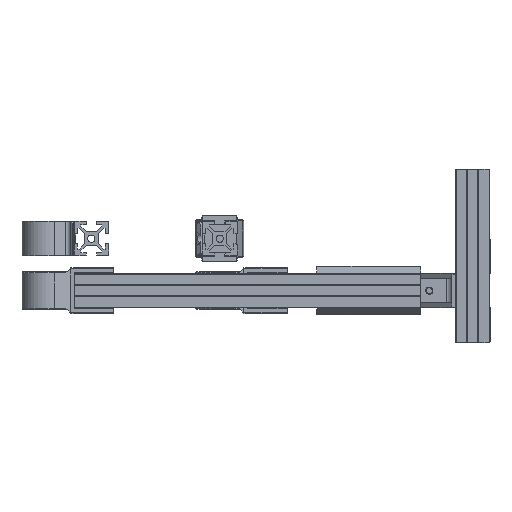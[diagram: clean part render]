
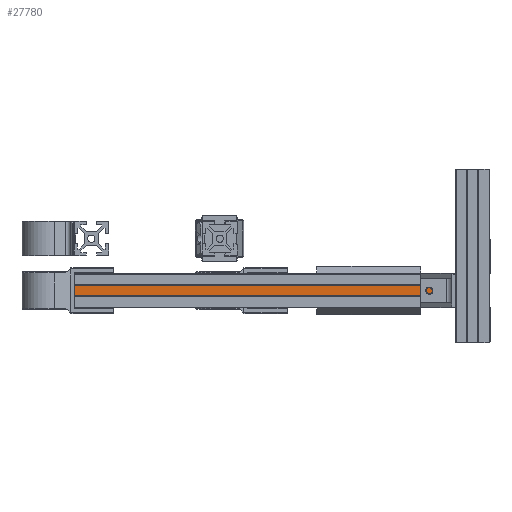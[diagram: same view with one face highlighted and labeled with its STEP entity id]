
A CAD part, left-side view. The second image highlights one B-rep face of the part: STEP entity #27780.
In plain terms, the highlighted planar face has unit normal (-1, 0, 0).
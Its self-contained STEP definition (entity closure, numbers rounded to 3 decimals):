
#1348=PLANE('',#29396);
#2250=FACE_OUTER_BOUND('',#3751,.T.);
#3751=EDGE_LOOP('',(#18852,#18853,#18854,#18855));
#5376=LINE('',#39517,#8305);
#5377=LINE('',#39520,#8306);
#5378=LINE('',#39522,#8307);
#5379=LINE('',#39523,#8308);
#8305=VECTOR('',#31808,10.);
#8306=VECTOR('',#31811,10.);
#8307=VECTOR('',#31812,10.);
#8308=VECTOR('',#31813,10.);
#11745=VERTEX_POINT('',#39513);
#11746=VERTEX_POINT('',#39515);
#11747=VERTEX_POINT('',#39519);
#11748=VERTEX_POINT('',#39521);
#14574=EDGE_CURVE('',#11745,#11746,#5376,.T.);
#14575=EDGE_CURVE('',#11747,#11745,#5377,.T.);
#14576=EDGE_CURVE('',#11748,#11746,#5378,.T.);
#14577=EDGE_CURVE('',#11747,#11748,#5379,.T.);
#18852=ORIENTED_EDGE('',*,*,#14575,.T.);
#18853=ORIENTED_EDGE('',*,*,#14574,.T.);
#18854=ORIENTED_EDGE('',*,*,#14576,.F.);
#18855=ORIENTED_EDGE('',*,*,#14577,.F.);
#27780=ADVANCED_FACE('',(#2250),#1348,.T.);
#29396=AXIS2_PLACEMENT_3D('',#39518,#31809,#31810);
#31808=DIRECTION('',(0.,1.,0.));
#31809=DIRECTION('center_axis',(-1.,0.,0.));
#31810=DIRECTION('ref_axis',(0.,0.,1.));
#31811=DIRECTION('',(0.,0.,1.));
#31812=DIRECTION('',(0.,0.,1.));
#31813=DIRECTION('',(0.,1.,0.));
#39513=CARTESIAN_POINT('',(-4.,0.,3.));
#39515=CARTESIAN_POINT('',(-4.,220.,3.));
#39517=CARTESIAN_POINT('',(-4.,0.,3.));
#39518=CARTESIAN_POINT('Origin',(-4.,0.,-3.));
#39519=CARTESIAN_POINT('',(-4.,0.,-3.));
#39520=CARTESIAN_POINT('',(-4.,0.,-4.));
#39521=CARTESIAN_POINT('',(-4.,220.,-3.));
#39522=CARTESIAN_POINT('',(-4.,220.,-4.));
#39523=CARTESIAN_POINT('',(-4.,0.,-3.));
